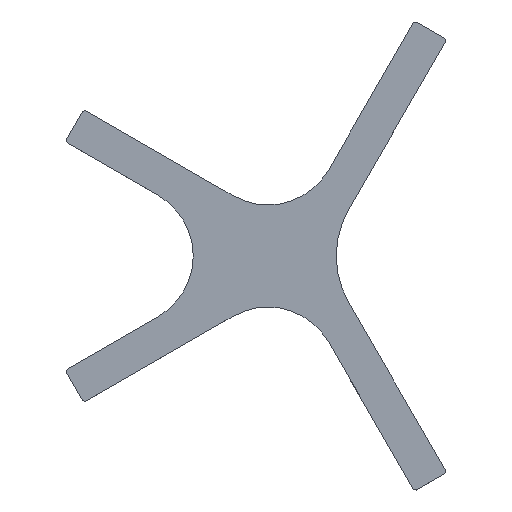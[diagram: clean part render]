
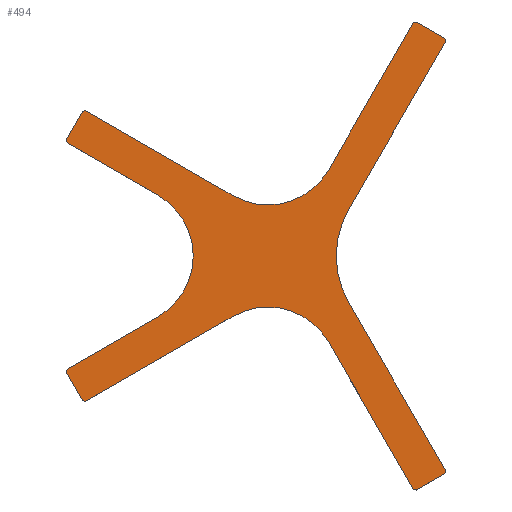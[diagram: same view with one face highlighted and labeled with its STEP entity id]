
A CAD part, top view. The second image highlights one B-rep face of the part: STEP entity #494.
In plain terms, the highlighted planar face has unit normal (0, 0, 1).
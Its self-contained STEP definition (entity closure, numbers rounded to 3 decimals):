
#19=CIRCLE('',#541,80.);
#20=CIRCLE('',#542,60.);
#21=CIRCLE('',#543,60.);
#22=CIRCLE('',#544,60.);
#28=FACE_OUTER_BOUND('',#54,.T.);
#54=EDGE_LOOP('',(#331,#332,#333,#334,#335,#336,#337,#338,#339,#340,#341,
#342,#343,#344,#345,#346,#347,#348,#349,#350,#351,#352,#353,#354));
#79=LINE('',#711,#143);
#83=LINE('',#719,#147);
#84=LINE('',#721,#148);
#85=LINE('',#723,#149);
#86=LINE('',#727,#150);
#87=LINE('',#729,#151);
#88=LINE('',#731,#152);
#89=LINE('',#733,#153);
#90=LINE('',#735,#154);
#91=LINE('',#739,#155);
#92=LINE('',#741,#156);
#93=LINE('',#743,#157);
#94=LINE('',#745,#158);
#95=LINE('',#747,#159);
#96=LINE('',#751,#160);
#97=LINE('',#753,#161);
#98=LINE('',#755,#162);
#99=LINE('',#757,#163);
#100=LINE('',#759,#164);
#101=LINE('',#762,#165);
#143=VECTOR('',#577,10.);
#147=VECTOR('',#583,10.);
#148=VECTOR('',#584,10.);
#149=VECTOR('',#585,10.);
#150=VECTOR('',#588,10.);
#151=VECTOR('',#589,10.);
#152=VECTOR('',#590,10.);
#153=VECTOR('',#591,10.);
#154=VECTOR('',#592,10.);
#155=VECTOR('',#595,10.);
#156=VECTOR('',#596,10.);
#157=VECTOR('',#597,10.);
#158=VECTOR('',#598,10.);
#159=VECTOR('',#599,10.);
#160=VECTOR('',#602,10.);
#161=VECTOR('',#603,10.);
#162=VECTOR('',#604,10.);
#163=VECTOR('',#605,10.);
#164=VECTOR('',#606,10.);
#165=VECTOR('',#609,10.);
#207=VERTEX_POINT('',#709);
#208=VERTEX_POINT('',#710);
#211=VERTEX_POINT('',#718);
#212=VERTEX_POINT('',#720);
#213=VERTEX_POINT('',#722);
#214=VERTEX_POINT('',#724);
#215=VERTEX_POINT('',#726);
#216=VERTEX_POINT('',#728);
#217=VERTEX_POINT('',#730);
#218=VERTEX_POINT('',#732);
#219=VERTEX_POINT('',#734);
#220=VERTEX_POINT('',#736);
#221=VERTEX_POINT('',#738);
#222=VERTEX_POINT('',#740);
#223=VERTEX_POINT('',#742);
#224=VERTEX_POINT('',#744);
#225=VERTEX_POINT('',#746);
#226=VERTEX_POINT('',#748);
#227=VERTEX_POINT('',#750);
#228=VERTEX_POINT('',#752);
#229=VERTEX_POINT('',#754);
#230=VERTEX_POINT('',#756);
#231=VERTEX_POINT('',#758);
#232=VERTEX_POINT('',#760);
#255=EDGE_CURVE('',#207,#208,#79,.T.);
#259=EDGE_CURVE('',#207,#211,#83,.T.);
#260=EDGE_CURVE('',#212,#211,#84,.T.);
#261=EDGE_CURVE('',#212,#213,#85,.T.);
#262=EDGE_CURVE('',#214,#213,#19,.T.);
#263=EDGE_CURVE('',#214,#215,#86,.T.);
#264=EDGE_CURVE('',#216,#215,#87,.T.);
#265=EDGE_CURVE('',#216,#217,#88,.T.);
#266=EDGE_CURVE('',#218,#217,#89,.T.);
#267=EDGE_CURVE('',#218,#219,#90,.T.);
#268=EDGE_CURVE('',#220,#219,#20,.T.);
#269=EDGE_CURVE('',#220,#221,#91,.T.);
#270=EDGE_CURVE('',#222,#221,#92,.T.);
#271=EDGE_CURVE('',#222,#223,#93,.T.);
#272=EDGE_CURVE('',#224,#223,#94,.T.);
#273=EDGE_CURVE('',#224,#225,#95,.T.);
#274=EDGE_CURVE('',#226,#225,#21,.T.);
#275=EDGE_CURVE('',#226,#227,#96,.T.);
#276=EDGE_CURVE('',#228,#227,#97,.T.);
#277=EDGE_CURVE('',#228,#229,#98,.T.);
#278=EDGE_CURVE('',#230,#229,#99,.T.);
#279=EDGE_CURVE('',#230,#231,#100,.T.);
#280=EDGE_CURVE('',#232,#231,#22,.T.);
#281=EDGE_CURVE('',#232,#208,#101,.T.);
#331=ORIENTED_EDGE('',*,*,#255,.F.);
#332=ORIENTED_EDGE('',*,*,#259,.T.);
#333=ORIENTED_EDGE('',*,*,#260,.F.);
#334=ORIENTED_EDGE('',*,*,#261,.T.);
#335=ORIENTED_EDGE('',*,*,#262,.F.);
#336=ORIENTED_EDGE('',*,*,#263,.T.);
#337=ORIENTED_EDGE('',*,*,#264,.F.);
#338=ORIENTED_EDGE('',*,*,#265,.T.);
#339=ORIENTED_EDGE('',*,*,#266,.F.);
#340=ORIENTED_EDGE('',*,*,#267,.T.);
#341=ORIENTED_EDGE('',*,*,#268,.F.);
#342=ORIENTED_EDGE('',*,*,#269,.T.);
#343=ORIENTED_EDGE('',*,*,#270,.F.);
#344=ORIENTED_EDGE('',*,*,#271,.T.);
#345=ORIENTED_EDGE('',*,*,#272,.F.);
#346=ORIENTED_EDGE('',*,*,#273,.T.);
#347=ORIENTED_EDGE('',*,*,#274,.F.);
#348=ORIENTED_EDGE('',*,*,#275,.T.);
#349=ORIENTED_EDGE('',*,*,#276,.F.);
#350=ORIENTED_EDGE('',*,*,#277,.T.);
#351=ORIENTED_EDGE('',*,*,#278,.F.);
#352=ORIENTED_EDGE('',*,*,#279,.T.);
#353=ORIENTED_EDGE('',*,*,#280,.F.);
#354=ORIENTED_EDGE('',*,*,#281,.T.);
#472=PLANE('',#540);
#494=ADVANCED_FACE('',(#28),#472,.T.);
#540=AXIS2_PLACEMENT_3D('',#717,#581,#582);
#541=AXIS2_PLACEMENT_3D('',#725,#586,#587);
#542=AXIS2_PLACEMENT_3D('',#737,#593,#594);
#543=AXIS2_PLACEMENT_3D('',#749,#600,#601);
#544=AXIS2_PLACEMENT_3D('',#761,#607,#608);
#577=DIRECTION('',(-0.966,0.259,0.));
#581=DIRECTION('center_axis',(0.,0.,1.));
#582=DIRECTION('ref_axis',(1.,0.,0.));
#583=DIRECTION('',(0.866,0.5,0.));
#584=DIRECTION('',(-0.259,-0.966,0.));
#585=DIRECTION('',(-0.5,0.866,0.));
#586=DIRECTION('center_axis',(0.,0.,1.));
#587=DIRECTION('ref_axis',(-1.,0.,0.));
#588=DIRECTION('',(0.5,0.866,0.));
#589=DIRECTION('',(0.259,-0.966,0.));
#590=DIRECTION('',(-0.866,0.5,0.));
#591=DIRECTION('',(0.966,0.259,0.));
#592=DIRECTION('',(-0.5,-0.866,0.));
#593=DIRECTION('center_axis',(0.,0.,1.));
#594=DIRECTION('ref_axis',(0.259,-0.966,0.));
#595=DIRECTION('',(-0.866,0.5,0.));
#596=DIRECTION('',(0.966,0.259,0.));
#597=DIRECTION('',(-0.5,-0.866,0.));
#598=DIRECTION('',(-0.259,0.966,0.));
#599=DIRECTION('',(0.866,-0.5,0.));
#600=DIRECTION('center_axis',(0.,0.,1.));
#601=DIRECTION('ref_axis',(1.,0.,0.));
#602=DIRECTION('',(-0.866,-0.5,0.));
#603=DIRECTION('',(0.259,0.966,0.));
#604=DIRECTION('',(0.5,-0.866,0.));
#605=DIRECTION('',(-0.966,0.259,0.));
#606=DIRECTION('',(0.866,0.5,0.));
#607=DIRECTION('center_axis',(0.,0.,1.));
#608=DIRECTION('ref_axis',(0.259,0.966,0.));
#609=DIRECTION('',(0.5,-0.866,0.));
#709=CARTESIAN_POINT('',(99.876,-200.99,11.));
#710=CARTESIAN_POINT('',(97.144,-200.258,11.));
#711=CARTESIAN_POINT('',(16.773,-178.722,11.));
#717=CARTESIAN_POINT('Origin',(-22.944,0.,11.));
#718=CARTESIAN_POINT('',(124.124,-186.99,11.));
#719=CARTESIAN_POINT('',(125.856,-185.99,11.));
#720=CARTESIAN_POINT('',(124.856,-184.258,11.));
#721=CARTESIAN_POINT('',(142.755,-117.458,11.));
#722=CARTESIAN_POINT('',(41.569,-40.,11.));
#723=CARTESIAN_POINT('',(18.475,0.,11.));
#724=CARTESIAN_POINT('',(41.569,40.,11.));
#725=CARTESIAN_POINT('Origin',(110.851,0.,11.));
#726=CARTESIAN_POINT('',(124.856,184.258,11.));
#727=CARTESIAN_POINT('',(125.856,185.99,11.));
#728=CARTESIAN_POINT('',(124.124,186.99,11.));
#729=CARTESIAN_POINT('',(142.755,117.458,11.));
#730=CARTESIAN_POINT('',(99.876,200.99,11.));
#731=CARTESIAN_POINT('',(98.144,201.99,11.));
#732=CARTESIAN_POINT('',(97.144,200.258,11.));
#733=CARTESIAN_POINT('',(16.773,178.722,11.));
#734=CARTESIAN_POINT('',(24.144,73.818,11.));
#735=CARTESIAN_POINT('',(-5.856,21.856,11.));
#736=CARTESIAN_POINT('',(-57.818,51.856,11.));
#737=CARTESIAN_POINT('Origin',(-27.818,103.818,11.));
#738=CARTESIAN_POINT('',(-184.258,124.856,11.));
#739=CARTESIAN_POINT('',(-185.99,125.856,11.));
#740=CARTESIAN_POINT('',(-186.99,124.124,11.));
#741=CARTESIAN_POINT('',(-125.294,140.656,11.));
#742=CARTESIAN_POINT('',(-200.99,99.876,11.));
#743=CARTESIAN_POINT('',(-201.99,98.144,11.));
#744=CARTESIAN_POINT('',(-200.258,97.144,11.));
#745=CARTESIAN_POINT('',(-182.359,30.344,11.));
#746=CARTESIAN_POINT('',(-122.,51.962,11.));
#747=CARTESIAN_POINT('',(-32.,0.,11.));
#748=CARTESIAN_POINT('',(-122.,-51.962,11.));
#749=CARTESIAN_POINT('Origin',(-152.,0.,11.));
#750=CARTESIAN_POINT('',(-200.258,-97.144,11.));
#751=CARTESIAN_POINT('',(-201.99,-98.144,11.));
#752=CARTESIAN_POINT('',(-200.99,-99.876,11.));
#753=CARTESIAN_POINT('',(-182.359,-30.344,11.));
#754=CARTESIAN_POINT('',(-186.99,-124.124,11.));
#755=CARTESIAN_POINT('',(-185.99,-125.856,11.));
#756=CARTESIAN_POINT('',(-184.258,-124.856,11.));
#757=CARTESIAN_POINT('',(-125.294,-140.656,11.));
#758=CARTESIAN_POINT('',(-57.818,-51.856,11.));
#759=CARTESIAN_POINT('',(-5.856,-21.856,11.));
#760=CARTESIAN_POINT('',(24.144,-73.818,11.));
#761=CARTESIAN_POINT('Origin',(-27.818,-103.818,11.));
#762=CARTESIAN_POINT('',(98.144,-201.99,11.));
